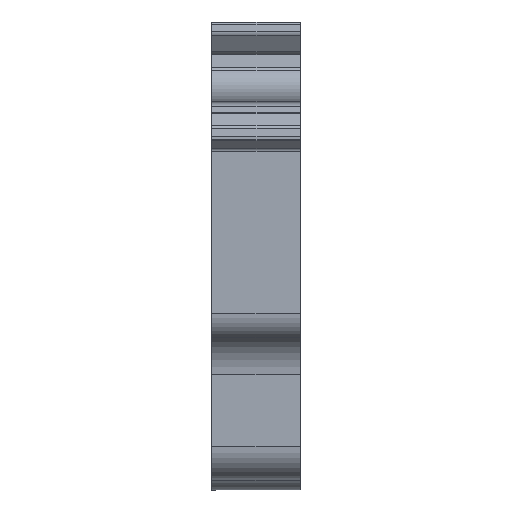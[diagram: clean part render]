
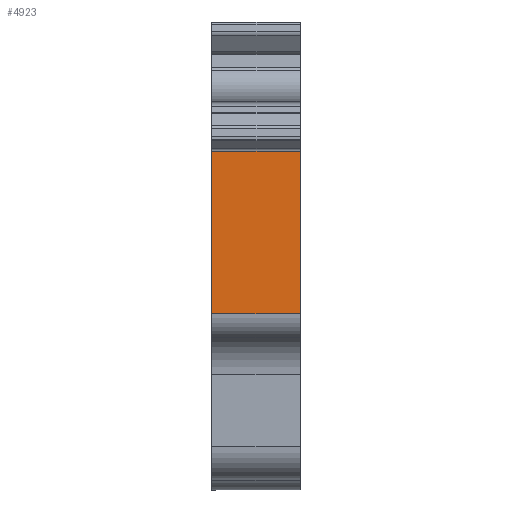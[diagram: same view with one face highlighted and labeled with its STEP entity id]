
A CAD part, left-side view. The second image highlights one B-rep face of the part: STEP entity #4923.
In plain terms, the highlighted face is planar.
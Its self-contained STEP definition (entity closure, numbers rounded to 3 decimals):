
#390 = EDGE_LOOP ( 'NONE', ( #4699, #2988, #7623, #5246 ) ) ;
#622 = CARTESIAN_POINT ( 'NONE',  ( 0., 13.423, 22.997 ) ) ;
#1139 = DIRECTION ( 'NONE',  ( 0., -1., 0. ) ) ;
#1299 = VERTEX_POINT ( 'NONE', #622 ) ;
#1388 = LINE ( 'NONE', #4240, #5012 ) ;
#1805 = FACE_OUTER_BOUND ( 'NONE', #390, .T. ) ;
#1822 = VECTOR ( 'NONE', #7648, 1000. ) ;
#2457 = EDGE_CURVE ( 'NONE', #3999, #7272, #5653, .T. ) ;
#2689 = CARTESIAN_POINT ( 'NONE',  ( 8., 13.423, 22.997 ) ) ;
#2930 = CARTESIAN_POINT ( 'NONE',  ( 0., 13.423, 22.997 ) ) ;
#2988 = ORIENTED_EDGE ( 'NONE', *, *, #2457, .F. ) ;
#3097 = LINE ( 'NONE', #8359, #4929 ) ;
#3160 = DIRECTION ( 'NONE',  ( 0., 0., 1. ) ) ;
#3336 = CARTESIAN_POINT ( 'NONE',  ( 0., 13.423, 8.343 ) ) ;
#3353 = EDGE_CURVE ( 'NONE', #1299, #3999, #6223, .T. ) ;
#3584 = CARTESIAN_POINT ( 'NONE',  ( 8., 13.423, 8.343 ) ) ;
#3999 = VERTEX_POINT ( 'NONE', #3336 ) ;
#4240 = CARTESIAN_POINT ( 'NONE',  ( 8., 13.423, 8.343 ) ) ;
#4381 = DIRECTION ( 'NONE',  ( 1., 0., 0. ) ) ;
#4487 = PLANE ( 'NONE',  #4945 ) ;
#4699 = ORIENTED_EDGE ( 'NONE', *, *, #7612, .T. ) ;
#4773 = DIRECTION ( 'NONE',  ( 0., 0., -1. ) ) ;
#4923 = ADVANCED_FACE ( 'NONE', ( #1805 ), #4487, .F. ) ;
#4929 = VECTOR ( 'NONE', #4381, 1000. ) ;
#4945 = AXIS2_PLACEMENT_3D ( 'NONE', #7138, #1139, #3160 ) ;
#5012 = VECTOR ( 'NONE', #4773, 1000. ) ;
#5173 = VECTOR ( 'NONE', #7526, 1000. ) ;
#5246 = ORIENTED_EDGE ( 'NONE', *, *, #5803, .T. ) ;
#5653 = LINE ( 'NONE', #6312, #1822 ) ;
#5803 = EDGE_CURVE ( 'NONE', #1299, #8049, #3097, .T. ) ;
#6223 = LINE ( 'NONE', #2930, #5173 ) ;
#6312 = CARTESIAN_POINT ( 'NONE',  ( 0.05, 13.423, 8.343 ) ) ;
#7138 = CARTESIAN_POINT ( 'NONE',  ( 0.05, 13.423, 8.343 ) ) ;
#7272 = VERTEX_POINT ( 'NONE', #3584 ) ;
#7526 = DIRECTION ( 'NONE',  ( 0., 0., -1. ) ) ;
#7612 = EDGE_CURVE ( 'NONE', #8049, #7272, #1388, .T. ) ;
#7623 = ORIENTED_EDGE ( 'NONE', *, *, #3353, .F. ) ;
#7648 = DIRECTION ( 'NONE',  ( 1., 0., 0. ) ) ;
#8049 = VERTEX_POINT ( 'NONE', #2689 ) ;
#8359 = CARTESIAN_POINT ( 'NONE',  ( 0.05, 13.423, 22.997 ) ) ;
